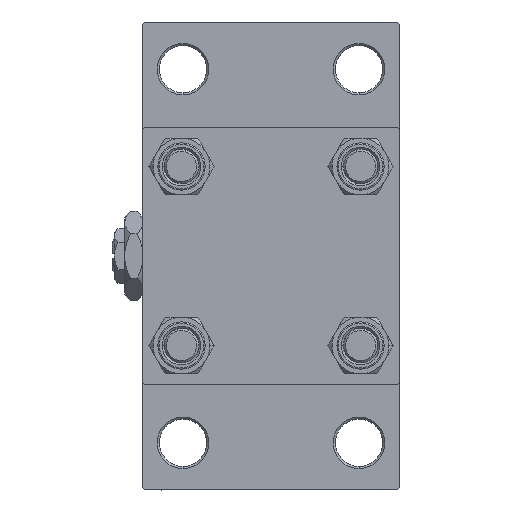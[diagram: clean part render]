
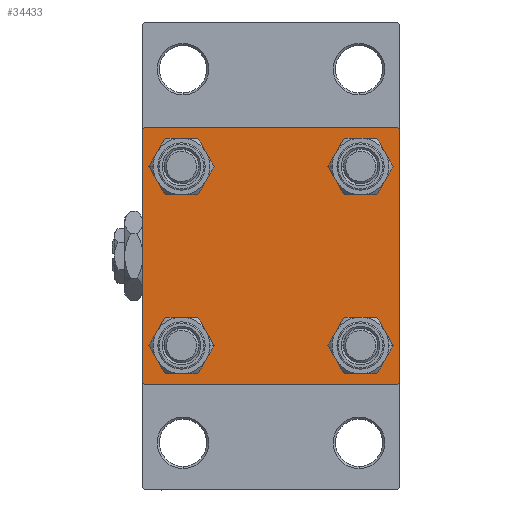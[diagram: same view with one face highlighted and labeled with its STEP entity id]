
A CAD part, left-side view. The second image highlights one B-rep face of the part: STEP entity #34433.
In plain terms, the highlighted planar face has unit normal (-1, 0, 0).
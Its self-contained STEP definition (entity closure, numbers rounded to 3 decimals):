
#123 = ORIENTED_EDGE ( 'NONE', *, *, #42130, .T. ) ;
#322 = CIRCLE ( 'NONE', #23550, 4.5 ) ;
#522 = EDGE_CURVE ( 'NONE', #44807, #7511, #19287, .T. ) ;
#588 = DIRECTION ( 'NONE',  ( 0., 0., 1. ) ) ;
#988 = EDGE_CURVE ( 'NONE', #11104, #47276, #12775, .T. ) ;
#1265 = VERTEX_POINT ( 'NONE', #14245 ) ;
#1653 = AXIS2_PLACEMENT_3D ( 'NONE', #36705, #21440, #17677 ) ;
#1655 = LINE ( 'NONE', #13188, #23761 ) ;
#1927 = DIRECTION ( 'NONE',  ( 0., -0.707, 0.707 ) ) ;
#2986 = DIRECTION ( 'NONE',  ( 1., 0., 0. ) ) ;
#3248 = VERTEX_POINT ( 'NONE', #21099 ) ;
#4099 = VERTEX_POINT ( 'NONE', #15312 ) ;
#4247 = CARTESIAN_POINT ( 'NONE',  ( 0., 29.75, 29.75 ) ) ;
#4754 = DIRECTION ( 'NONE',  ( 0., -0.707, -0.707 ) ) ;
#5416 = DIRECTION ( 'NONE',  ( 0., 0., 1. ) ) ;
#5461 = CARTESIAN_POINT ( 'NONE',  ( 0., 0., 0. ) ) ;
#5916 = CARTESIAN_POINT ( 'NONE',  ( 0., 20.85, 20.85 ) ) ;
#6375 = CARTESIAN_POINT ( 'NONE',  ( 0., -30., 30. ) ) ;
#7185 = ORIENTED_EDGE ( 'NONE', *, *, #11735, .T. ) ;
#7511 = VERTEX_POINT ( 'NONE', #45679 ) ;
#7819 = CARTESIAN_POINT ( 'NONE',  ( 0., -29.5, -30. ) ) ;
#7933 = EDGE_LOOP ( 'NONE', ( #25677, #49225 ) ) ;
#8057 = CARTESIAN_POINT ( 'NONE',  ( 0., -29.75, 29.75 ) ) ;
#9131 = DIRECTION ( 'NONE',  ( 1., 0., 0. ) ) ;
#9257 = CARTESIAN_POINT ( 'NONE',  ( 0., 30., -30. ) ) ;
#9461 = DIRECTION ( 'NONE',  ( -1., 0., 0. ) ) ;
#10887 = VERTEX_POINT ( 'NONE', #31225 ) ;
#10980 = CARTESIAN_POINT ( 'NONE',  ( 0., -29.5, 30. ) ) ;
#11104 = VERTEX_POINT ( 'NONE', #43139 ) ;
#11735 = EDGE_CURVE ( 'NONE', #10887, #33770, #28381, .T. ) ;
#11862 = EDGE_LOOP ( 'NONE', ( #43562, #22908, #19968, #23174, #32429, #38978, #14807, #123 ) ) ;
#11865 = DIRECTION ( 'NONE',  ( 1., 0., 0. ) ) ;
#12529 = CIRCLE ( 'NONE', #42089, 4.5 ) ;
#12555 = CARTESIAN_POINT ( 'NONE',  ( 0., 20.85, 25.35 ) ) ;
#12775 = LINE ( 'NONE', #9257, #48849 ) ;
#12791 = CARTESIAN_POINT ( 'NONE',  ( 0., -20.85, 25.35 ) ) ;
#13009 = CARTESIAN_POINT ( 'NONE',  ( 0., 29.75, -29.75 ) ) ;
#13028 = AXIS2_PLACEMENT_3D ( 'NONE', #5461, #9461, #47748 ) ;
#13188 = CARTESIAN_POINT ( 'NONE',  ( 0., 30., 30. ) ) ;
#14245 = CARTESIAN_POINT ( 'NONE',  ( 0., 20.85, 16.35 ) ) ;
#14807 = ORIENTED_EDGE ( 'NONE', *, *, #43324, .F. ) ;
#14865 = VECTOR ( 'NONE', #4754, 1000. ) ;
#15238 = EDGE_CURVE ( 'NONE', #40051, #11104, #39550, .T. ) ;
#15239 = DIRECTION ( 'NONE',  ( 0., 0., 1. ) ) ;
#15312 = CARTESIAN_POINT ( 'NONE',  ( 0., 29.5, 30. ) ) ;
#16130 = VERTEX_POINT ( 'NONE', #19547 ) ;
#17159 = CARTESIAN_POINT ( 'NONE',  ( 0., -20.85, -25.35 ) ) ;
#17677 = DIRECTION ( 'NONE',  ( 0., 0., 1. ) ) ;
#18223 = CARTESIAN_POINT ( 'NONE',  ( 0., 20.85, 20.85 ) ) ;
#18502 = CARTESIAN_POINT ( 'NONE',  ( 0., -20.85, -20.85 ) ) ;
#18542 = LINE ( 'NONE', #31051, #31717 ) ;
#18741 = EDGE_CURVE ( 'NONE', #39532, #25394, #26078, .T. ) ;
#18954 = DIRECTION ( 'NONE',  ( 0., 0., 1. ) ) ;
#19155 = CARTESIAN_POINT ( 'NONE',  ( 0., -20.85, 20.85 ) ) ;
#19287 = CIRCLE ( 'NONE', #1653, 4.5 ) ;
#19315 = CIRCLE ( 'NONE', #32888, 4.5 ) ;
#19547 = CARTESIAN_POINT ( 'NONE',  ( 0., -30., 29.5 ) ) ;
#19681 = AXIS2_PLACEMENT_3D ( 'NONE', #19155, #42680, #23676 ) ;
#19841 = EDGE_CURVE ( 'NONE', #1265, #24912, #12529, .T. ) ;
#19968 = ORIENTED_EDGE ( 'NONE', *, *, #988, .T. ) ;
#20209 = DIRECTION ( 'NONE',  ( 1., 0., 0. ) ) ;
#20300 = DIRECTION ( 'NONE',  ( 0., -1., 0. ) ) ;
#20526 = LINE ( 'NONE', #4247, #34087 ) ;
#21099 = CARTESIAN_POINT ( 'NONE',  ( 0., 30., 29.5 ) ) ;
#21210 = CARTESIAN_POINT ( 'NONE',  ( 0., -29.75, -29.75 ) ) ;
#21229 = ORIENTED_EDGE ( 'NONE', *, *, #41259, .T. ) ;
#21440 = DIRECTION ( 'NONE',  ( 1., 0., 0. ) ) ;
#22237 = CIRCLE ( 'NONE', #31023, 4.5 ) ;
#22842 = CIRCLE ( 'NONE', #35648, 4.5 ) ;
#22908 = ORIENTED_EDGE ( 'NONE', *, *, #15238, .T. ) ;
#22985 = ORIENTED_EDGE ( 'NONE', *, *, #37375, .T. ) ;
#23174 = ORIENTED_EDGE ( 'NONE', *, *, #26880, .T. ) ;
#23550 = AXIS2_PLACEMENT_3D ( 'NONE', #35678, #9131, #24427 ) ;
#23676 = DIRECTION ( 'NONE',  ( 0., 0., 1. ) ) ;
#23761 = VECTOR ( 'NONE', #27985, 1000. ) ;
#24383 = AXIS2_PLACEMENT_3D ( 'NONE', #18502, #2986, #15239 ) ;
#24427 = DIRECTION ( 'NONE',  ( 0., 0., 1. ) ) ;
#24515 = FACE_BOUND ( 'NONE', #43220, .T. ) ;
#24750 = FACE_BOUND ( 'NONE', #38830, .T. ) ;
#24912 = VERTEX_POINT ( 'NONE', #12555 ) ;
#24959 = DIRECTION ( 'NONE',  ( 1., 0., 0. ) ) ;
#25237 = FACE_BOUND ( 'NONE', #41004, .T. ) ;
#25394 = VERTEX_POINT ( 'NONE', #31815 ) ;
#25677 = ORIENTED_EDGE ( 'NONE', *, *, #49007, .T. ) ;
#26078 = CIRCLE ( 'NONE', #19681, 4.5 ) ;
#26594 = VERTEX_POINT ( 'NONE', #10980 ) ;
#26880 = EDGE_CURVE ( 'NONE', #47276, #29630, #29718, .T. ) ;
#27331 = EDGE_CURVE ( 'NONE', #33770, #10887, #19315, .T. ) ;
#27985 = DIRECTION ( 'NONE',  ( 0., 0., -1. ) ) ;
#28270 = VECTOR ( 'NONE', #41166, 1000. ) ;
#28381 = CIRCLE ( 'NONE', #24383, 4.5 ) ;
#29207 = DIRECTION ( 'NONE',  ( 0., 0., 1. ) ) ;
#29630 = VERTEX_POINT ( 'NONE', #31680 ) ;
#29718 = LINE ( 'NONE', #21210, #44845 ) ;
#30207 = CARTESIAN_POINT ( 'NONE',  ( 0., 30., -29.5 ) ) ;
#30912 = VECTOR ( 'NONE', #38106, 1000. ) ;
#31023 = AXIS2_PLACEMENT_3D ( 'NONE', #5916, #24959, #29207 ) ;
#31051 = CARTESIAN_POINT ( 'NONE',  ( 0., 30., 30. ) ) ;
#31186 = CARTESIAN_POINT ( 'NONE',  ( 0., 20.85, -25.35 ) ) ;
#31225 = CARTESIAN_POINT ( 'NONE',  ( 0., -20.85, -16.35 ) ) ;
#31680 = CARTESIAN_POINT ( 'NONE',  ( 0., -30., -29.5 ) ) ;
#31717 = VECTOR ( 'NONE', #46565, 1000. ) ;
#31815 = CARTESIAN_POINT ( 'NONE',  ( 0., -20.85, 16.35 ) ) ;
#32429 = ORIENTED_EDGE ( 'NONE', *, *, #34858, .F. ) ;
#32888 = AXIS2_PLACEMENT_3D ( 'NONE', #34895, #11865, #588 ) ;
#33770 = VERTEX_POINT ( 'NONE', #17159 ) ;
#34087 = VECTOR ( 'NONE', #34787, 1000. ) ;
#34433 = ADVANCED_FACE ( 'NONE', ( #25237, #24515, #24750, #43982, #39990 ), #39761, .T. ) ;
#34787 = DIRECTION ( 'NONE',  ( 0., 0.707, -0.707 ) ) ;
#34858 = EDGE_CURVE ( 'NONE', #16130, #29630, #40420, .T. ) ;
#34895 = CARTESIAN_POINT ( 'NONE',  ( 0., -20.85, -20.85 ) ) ;
#35648 = AXIS2_PLACEMENT_3D ( 'NONE', #39217, #20209, #5416 ) ;
#35678 = CARTESIAN_POINT ( 'NONE',  ( 0., -20.85, 20.85 ) ) ;
#35912 = ORIENTED_EDGE ( 'NONE', *, *, #18741, .T. ) ;
#36705 = CARTESIAN_POINT ( 'NONE',  ( 0., 20.85, -20.85 ) ) ;
#37375 = EDGE_CURVE ( 'NONE', #25394, #39532, #322, .T. ) ;
#37975 = DIRECTION ( 'NONE',  ( 1., 0., 0. ) ) ;
#38106 = DIRECTION ( 'NONE',  ( 0., 0.707, 0.707 ) ) ;
#38830 = EDGE_LOOP ( 'NONE', ( #21229, #40507 ) ) ;
#38978 = ORIENTED_EDGE ( 'NONE', *, *, #46152, .T. ) ;
#39217 = CARTESIAN_POINT ( 'NONE',  ( 0., 20.85, -20.85 ) ) ;
#39532 = VERTEX_POINT ( 'NONE', #12791 ) ;
#39550 = LINE ( 'NONE', #13009, #14865 ) ;
#39641 = ORIENTED_EDGE ( 'NONE', *, *, #27331, .T. ) ;
#39761 = PLANE ( 'NONE',  #13028 ) ;
#39990 = FACE_OUTER_BOUND ( 'NONE', #11862, .T. ) ;
#40051 = VERTEX_POINT ( 'NONE', #30207 ) ;
#40420 = LINE ( 'NONE', #6375, #28270 ) ;
#40507 = ORIENTED_EDGE ( 'NONE', *, *, #522, .T. ) ;
#41004 = EDGE_LOOP ( 'NONE', ( #35912, #22985 ) ) ;
#41166 = DIRECTION ( 'NONE',  ( 0., 0., -1. ) ) ;
#41259 = EDGE_CURVE ( 'NONE', #7511, #44807, #22842, .T. ) ;
#42089 = AXIS2_PLACEMENT_3D ( 'NONE', #18223, #37975, #18954 ) ;
#42130 = EDGE_CURVE ( 'NONE', #4099, #3248, #20526, .T. ) ;
#42680 = DIRECTION ( 'NONE',  ( 1., 0., 0. ) ) ;
#43139 = CARTESIAN_POINT ( 'NONE',  ( 0., 29.5, -30. ) ) ;
#43220 = EDGE_LOOP ( 'NONE', ( #7185, #39641 ) ) ;
#43324 = EDGE_CURVE ( 'NONE', #4099, #26594, #18542, .T. ) ;
#43562 = ORIENTED_EDGE ( 'NONE', *, *, #46957, .T. ) ;
#43982 = FACE_BOUND ( 'NONE', #7933, .T. ) ;
#44807 = VERTEX_POINT ( 'NONE', #31186 ) ;
#44845 = VECTOR ( 'NONE', #1927, 1000. ) ;
#45679 = CARTESIAN_POINT ( 'NONE',  ( 0., 20.85, -16.35 ) ) ;
#46152 = EDGE_CURVE ( 'NONE', #16130, #26594, #46357, .T. ) ;
#46357 = LINE ( 'NONE', #8057, #30912 ) ;
#46565 = DIRECTION ( 'NONE',  ( 0., -1., 0. ) ) ;
#46957 = EDGE_CURVE ( 'NONE', #3248, #40051, #1655, .T. ) ;
#47276 = VERTEX_POINT ( 'NONE', #7819 ) ;
#47748 = DIRECTION ( 'NONE',  ( 0., 0., 1. ) ) ;
#48849 = VECTOR ( 'NONE', #20300, 1000. ) ;
#49007 = EDGE_CURVE ( 'NONE', #24912, #1265, #22237, .T. ) ;
#49225 = ORIENTED_EDGE ( 'NONE', *, *, #19841, .T. ) ;
